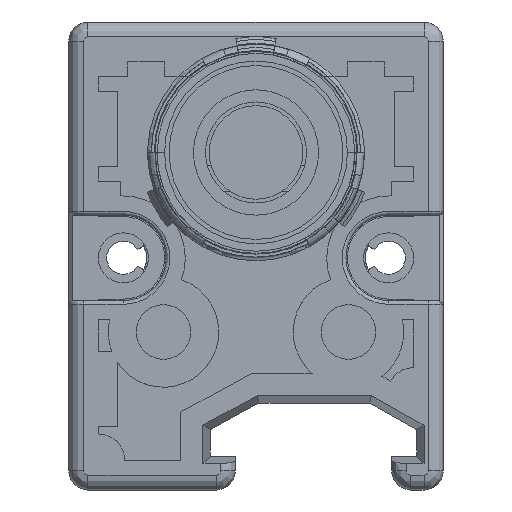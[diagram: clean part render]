
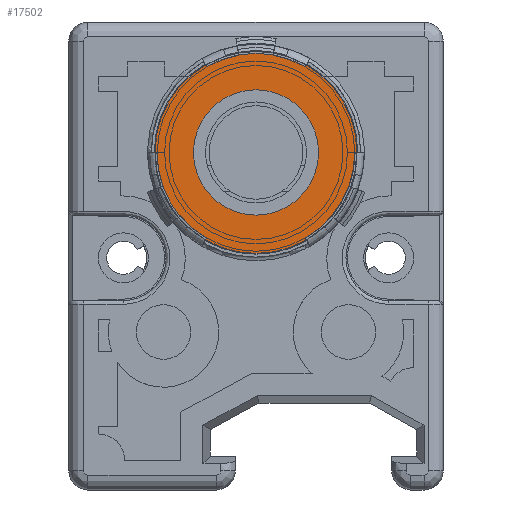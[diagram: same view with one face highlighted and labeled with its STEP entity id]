
A CAD part, front view. The second image highlights one B-rep face of the part: STEP entity #17502.
In plain terms, the highlighted planar face has unit normal (0, -1, 0).
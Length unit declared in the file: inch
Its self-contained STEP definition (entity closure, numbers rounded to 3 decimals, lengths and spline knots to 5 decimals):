
#11299=CARTESIAN_POINT('',(0.,-1.00551,0.90157));
#11300=DIRECTION('',(0.,-1.,0.));
#11301=DIRECTION('',(0.5,0.,0.866));
#11302=AXIS2_PLACEMENT_3D('',#11299,#11300,#11301);
#11337=DIRECTION('',(0.5,0.,-0.866));
#11338=VECTOR('',#11337,0.00492);
#11339=CARTESIAN_POINT('',(0.13226,-1.00551,
0.67221));
#11340=LINE('',#11339,#11338);
#11341=CARTESIAN_POINT('',(0.,-1.00551,0.90157));
#11342=DIRECTION('',(0.,-1.,0.));
#11343=DIRECTION('',(-0.5,0.,-0.866));
#11344=AXIS2_PLACEMENT_3D('',#11341,#11342,#11343);
#11346=DIRECTION('',(-0.499,0.,-0.866));
#11347=VECTOR('',#11346,0.00492);
#11348=CARTESIAN_POINT('',(-0.13239,-1.00551,
0.67229));
#11349=LINE('',#11348,#11347);
#11350=DIRECTION('',(-1.,0.,-0.001));
#11351=VECTOR('',#11350,0.00492);
#11352=CARTESIAN_POINT('',(-0.26476,-1.00551,
0.90158));
#11353=LINE('',#11352,#11351);
#11354=CARTESIAN_POINT('',(0.,-1.00551,0.90157));
#11355=DIRECTION('',(0.,-1.,0.));
#11356=DIRECTION('',(-0.5,0.,0.866));
#11357=AXIS2_PLACEMENT_3D('',#11354,#11355,#11356);
#11359=DIRECTION('',(-0.5,0.,0.866));
#11360=VECTOR('',#11359,0.00492);
#11361=CARTESIAN_POINT('',(-0.13238,-1.00551,
1.13087));
#11362=LINE('',#11361,#11360);
#11363=DIRECTION('',(0.499,0.,0.866));
#11364=VECTOR('',#11363,0.00492);
#11365=CARTESIAN_POINT('',(0.13238,-1.00551,
1.13087));
#11366=LINE('',#11365,#11364);
#11367=CARTESIAN_POINT('',(0.,-1.00551,0.90157));
#11368=DIRECTION('',(0.,-1.,0.));
#11369=DIRECTION('',(1.,0.,0.));
#11370=AXIS2_PLACEMENT_3D('',#11367,#11368,#11369);
#11372=DIRECTION('',(1.,0.,-0.001));
#11373=VECTOR('',#11372,0.00492);
#11374=CARTESIAN_POINT('',(0.26476,-1.00551,
0.90158));
#11375=LINE('',#11374,#11373);
#11376=CARTESIAN_POINT('',(0.,-1.00551,0.90157));
#11377=DIRECTION('',(0.,-1.,0.));
#11378=DIRECTION('',(0.,0.,-1.));
#11379=AXIS2_PLACEMENT_3D('',#11376,#11377,#11378);
#11381=CARTESIAN_POINT('',(0.,-1.00551,0.90157));
#11382=DIRECTION('',(0.,-1.,0.));
#11383=DIRECTION('',(0.,0.,1.));
#11384=AXIS2_PLACEMENT_3D('',#11381,#11382,#11383);
#11386=CARTESIAN_POINT('',(0.,-1.00551,0.90157));
#11387=DIRECTION('',(0.,-1.,0.));
#11388=DIRECTION('',(0.5,0.,-0.866));
#11389=AXIS2_PLACEMENT_3D('',#11386,#11387,#11388);
#11757=CARTESIAN_POINT('',(0.,-1.00551,0.90157));
#11758=DIRECTION('',(0.,-1.,0.));
#11759=DIRECTION('',(-1.,0.,0.));
#11760=AXIS2_PLACEMENT_3D('',#11757,#11758,#11759);
#16841=CARTESIAN_POINT('',(-0.26969,-1.00551,
0.90157));
#16843=VERTEX_POINT('',#16841);
#16845=CARTESIAN_POINT('',(0.13238,-1.00551,
1.13087));
#16846=CARTESIAN_POINT('',(0.13484,-1.00551,
1.13513));
#16847=VERTEX_POINT('',#16845);
#16848=VERTEX_POINT('',#16846);
#16853=CARTESIAN_POINT('',(-0.13238,-1.00551,
1.13087));
#16854=CARTESIAN_POINT('',(-0.13484,-1.00551,
1.13513));
#16855=VERTEX_POINT('',#16853);
#16856=VERTEX_POINT('',#16854);
#16869=CARTESIAN_POINT('',(0.26969,-1.00551,
0.90157));
#16870=VERTEX_POINT('',#16869);
#16881=CARTESIAN_POINT('',(-0.26476,-1.00551,
0.90158));
#16882=VERTEX_POINT('',#16881);
#16885=CARTESIAN_POINT('',(-0.13239,-1.00551,
0.67229));
#16886=CARTESIAN_POINT('',(-0.13484,-1.00551,
0.66802));
#16887=VERTEX_POINT('',#16885);
#16888=VERTEX_POINT('',#16886);
#16917=CARTESIAN_POINT('',(0.,-1.00551,0.73425));
#16918=CARTESIAN_POINT('',(0.,-1.00551,1.0689));
#16919=VERTEX_POINT('',#16917);
#16920=VERTEX_POINT('',#16918);
#16933=CARTESIAN_POINT('',(0.13226,-1.00551,
0.67221));
#16934=CARTESIAN_POINT('',(0.13472,-1.00551,
0.66795));
#16935=VERTEX_POINT('',#16933);
#16936=VERTEX_POINT('',#16934);
#16941=CARTESIAN_POINT('',(0.26476,-1.00551,
0.90158));
#16942=VERTEX_POINT('',#16941);
#17467=CARTESIAN_POINT('',(0.,-1.00551,0.90157));
#17468=DIRECTION('',(0.,-1.,0.));
#17469=DIRECTION('',(1.,0.,0.));
#17470=AXIS2_PLACEMENT_3D('',#17467,#17468,#17469);
#17471=PLANE('',#17470);
#17473=ORIENTED_EDGE('',*,*,#17472,.F.);
#17475=ORIENTED_EDGE('',*,*,#17474,.T.);
#17477=ORIENTED_EDGE('',*,*,#17476,.F.);
#17479=ORIENTED_EDGE('',*,*,#17478,.F.);
#17481=ORIENTED_EDGE('',*,*,#17480,.F.);
#17483=ORIENTED_EDGE('',*,*,#17482,.T.);
#17485=ORIENTED_EDGE('',*,*,#17484,.F.);
#17487=ORIENTED_EDGE('',*,*,#17486,.F.);
#17488=ORIENTED_EDGE('',*,*,#17397,.F.);
#17489=ORIENTED_EDGE('',*,*,#17457,.T.);
#17491=ORIENTED_EDGE('',*,*,#17490,.F.);
#17493=ORIENTED_EDGE('',*,*,#17492,.F.);
#17494=EDGE_LOOP('',(#17473,#17475,#17477,#17479,#17481,#17483,#17485,#17487,
#17488,#17489,#17491,#17493));
#17495=FACE_OUTER_BOUND('',#17494,.F.);
#17497=ORIENTED_EDGE('',*,*,#17496,.T.);
#17499=ORIENTED_EDGE('',*,*,#17498,.T.);
#17500=EDGE_LOOP('',(#17497,#17499));
#17501=FACE_BOUND('',#17500,.F.);
#17502=ADVANCED_FACE('',(#17495,#17501),#17471,.T.);
#11303=CIRCLE('',#11302,0.26476);
#11345=CIRCLE('',#11344,0.26969);
#11358=CIRCLE('',#11357,0.26969);
#11371=CIRCLE('',#11370,0.26969);
#11380=CIRCLE('',#11379,0.16732);
#11385=CIRCLE('',#11384,0.16732);
#11390=CIRCLE('',#11389,0.26476);
#11761=CIRCLE('',#11760,0.26476);
#17397=EDGE_CURVE('',#16847,#16855,#11303,.T.);
#17457=EDGE_CURVE('',#16847,#16848,#11366,.T.);
#17472=EDGE_CURVE('',#16935,#16942,#11390,.T.);
#17474=EDGE_CURVE('',#16935,#16936,#11340,.T.);
#17476=EDGE_CURVE('',#16888,#16936,#11345,.T.);
#17478=EDGE_CURVE('',#16887,#16888,#11349,.T.);
#17480=EDGE_CURVE('',#16882,#16887,#11761,.T.);
#17482=EDGE_CURVE('',#16882,#16843,#11353,.T.);
#17484=EDGE_CURVE('',#16856,#16843,#11358,.T.);
#17486=EDGE_CURVE('',#16855,#16856,#11362,.T.);
#17490=EDGE_CURVE('',#16870,#16848,#11371,.T.);
#17492=EDGE_CURVE('',#16942,#16870,#11375,.T.);
#17496=EDGE_CURVE('',#16919,#16920,#11380,.T.);
#17498=EDGE_CURVE('',#16920,#16919,#11385,.T.);
